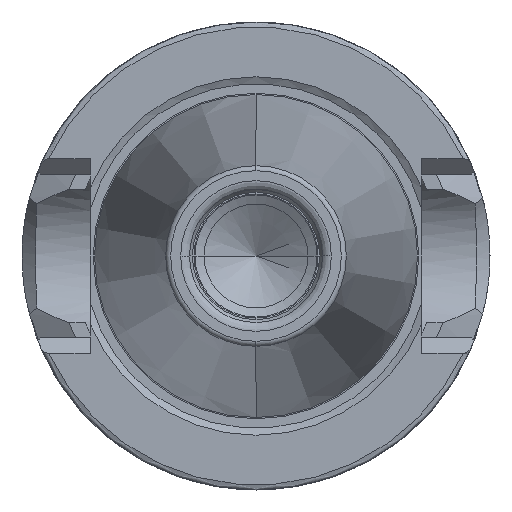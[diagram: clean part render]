
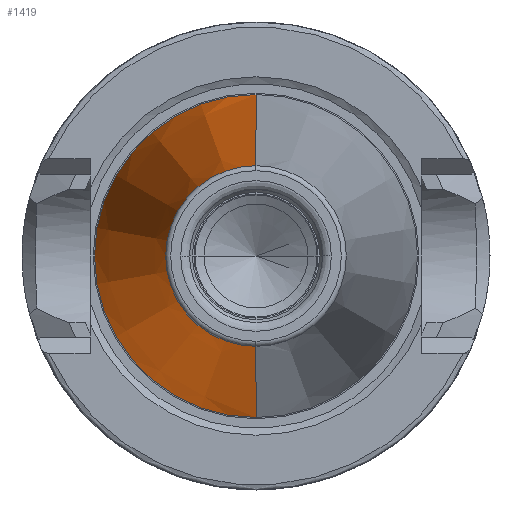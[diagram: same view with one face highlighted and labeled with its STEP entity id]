
A CAD part, left-side view. The second image highlights one B-rep face of the part: STEP entity #1419.
In plain terms, the highlighted conical face has half-angle 8.297 degrees and reference radius 12.377 mm.
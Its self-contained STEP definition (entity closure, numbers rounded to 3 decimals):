
#2=CARTESIAN_POINT('',(0.,0.,0.));
#3=DIRECTION('',(1.,0.,0.));
#4=DIRECTION('',(0.,0.,-1.));
#5=AXIS2_PLACEMENT_3D('',#2,#3,#4);
#7=CARTESIAN_POINT('',(-47.972,0.,0.));
#8=DIRECTION('',(-1.,0.,0.));
#9=DIRECTION('',(0.,0.,1.));
#10=AXIS2_PLACEMENT_3D('',#7,#8,#9);
#25=DIRECTION('',(-0.99,0.,0.144));
#26=VECTOR('',#25,48.48);
#27=CARTESIAN_POINT('',(0.,0.,
-15.875));
#28=LINE('',#27,#26);
#34=DIRECTION('',(-0.99,0.,-0.144));
#35=VECTOR('',#34,48.48);
#36=CARTESIAN_POINT('',(0.,0.,
15.875));
#37=LINE('',#36,#35);
#1190=CARTESIAN_POINT('',(-47.972,0.,8.879));
#1191=CARTESIAN_POINT('',(-47.972,0.,-8.879));
#1192=VERTEX_POINT('',#1190);
#1193=VERTEX_POINT('',#1191);
#1194=CARTESIAN_POINT('',(0.,0.,15.875));
#1195=CARTESIAN_POINT('',(0.,0.,-15.875));
#1196=VERTEX_POINT('',#1194);
#1197=VERTEX_POINT('',#1195);
#1404=CARTESIAN_POINT('',(-23.986,0.,0.));
#1405=DIRECTION('',(1.,0.,0.));
#1406=DIRECTION('',(0.,0.,1.));
#1407=AXIS2_PLACEMENT_3D('',#1404,#1405,#1406);
#1408=CONICAL_SURFACE('',#1407,12.377,8.297);
#1410=ORIENTED_EDGE('',*,*,#1409,.T.);
#1412=ORIENTED_EDGE('',*,*,#1411,.T.);
#1414=ORIENTED_EDGE('',*,*,#1413,.T.);
#1416=ORIENTED_EDGE('',*,*,#1415,.F.);
#1417=EDGE_LOOP('',(#1410,#1412,#1414,#1416));
#1418=FACE_OUTER_BOUND('',#1417,.F.);
#1419=ADVANCED_FACE('',(#1418),#1408,.T.);
#6=CIRCLE('',#5,15.875);
#11=CIRCLE('',#10,8.879);
#1409=EDGE_CURVE('',#1197,#1196,#6,.T.);
#1411=EDGE_CURVE('',#1196,#1192,#37,.T.);
#1413=EDGE_CURVE('',#1192,#1193,#11,.T.);
#1415=EDGE_CURVE('',#1197,#1193,#28,.T.);
